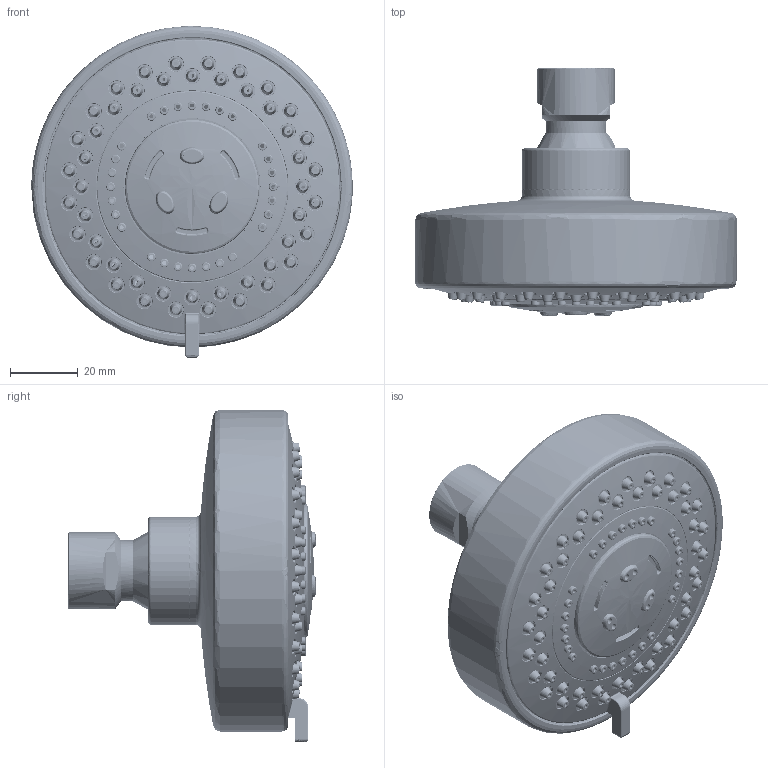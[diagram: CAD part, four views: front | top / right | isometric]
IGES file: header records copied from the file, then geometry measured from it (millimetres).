
Global section: file name: V785; native system: Autodesk Inventor 2024; preprocessor: unknown; author: atu; organization: Nikles Tec Italia 0309698716; date: 20251027.075911; units: millimetre
Bounding box: 95 x 72.98 x 98.09 mm (x, y, z)
Volume: 118122.6 mm3; surface area: 122786 mm2
Topology: 26 solids, 30 shells, 3635 faces, 9457 edges, 6055 vertices
Faces by surface type: bspline 3635
